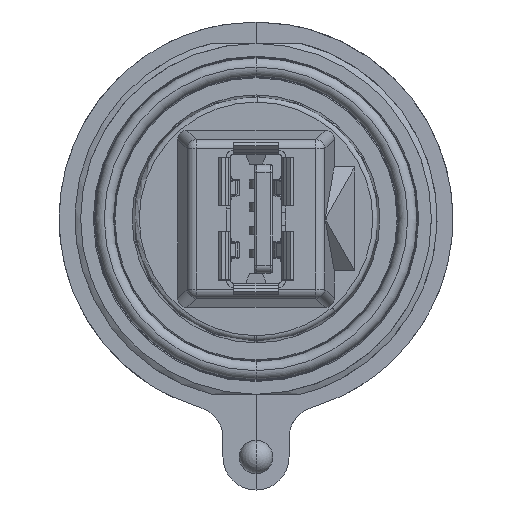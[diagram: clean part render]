
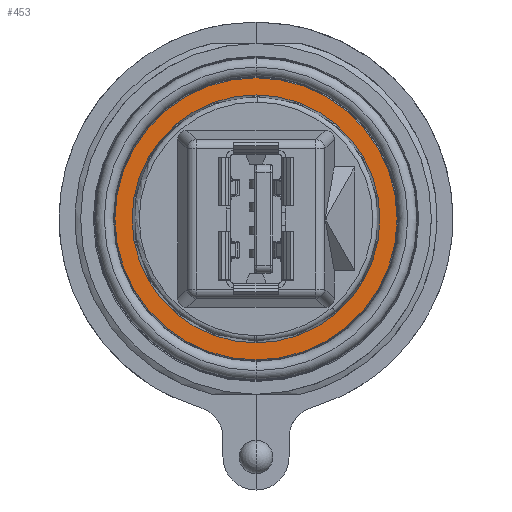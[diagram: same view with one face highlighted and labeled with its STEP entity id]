
A CAD part, left-side view. The second image highlights one B-rep face of the part: STEP entity #453.
In plain terms, the highlighted planar face has unit normal (-1, 0, 0).
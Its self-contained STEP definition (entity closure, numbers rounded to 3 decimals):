
#453=ADVANCED_FACE('',(#2139,#2140),#2141,.F.);
#2139=FACE_OUTER_BOUND('',#4757,.T.);
#2140=FACE_BOUND('',#4758,.T.);
#2141=PLANE('',#4759);
#4757=EDGE_LOOP('',(#14179,#14180));
#4758=EDGE_LOOP('',(#14181,#14182));
#4759=AXIS2_PLACEMENT_3D('',#14183,#14184,#14185);
#14179=ORIENTED_EDGE('',*,*,#22198,.F.);
#14180=ORIENTED_EDGE('',*,*,#22199,.T.);
#14181=ORIENTED_EDGE('',*,*,#22197,.F.);
#14182=ORIENTED_EDGE('',*,*,#22195,.F.);
#14183=CARTESIAN_POINT('',(0.0,0.0,0.0));
#14184=DIRECTION('',(1.0,0.0,0.0));
#14185=DIRECTION('',(0.0,1.0,0.0));
#22195=EDGE_CURVE('',#26337,#26339,#26340,.T.);
#22197=EDGE_CURVE('',#26339,#26337,#26342,.T.);
#22198=EDGE_CURVE('',#26343,#26344,#26345,.T.);
#22199=EDGE_CURVE('',#26343,#26344,#26346,.T.);
#26337=VERTEX_POINT('',#33454);
#26339=VERTEX_POINT('',#33457);
#26340=CIRCLE('',#33458,11.941);
#26342=CIRCLE('',#33461,11.941);
#26343=VERTEX_POINT('',#33462);
#26344=VERTEX_POINT('',#33463);
#26345=CIRCLE('',#33464,13.593);
#26346=CIRCLE('',#33465,13.593);
#33454=CARTESIAN_POINT('',(0.0,0.0,-11.941));
#33457=CARTESIAN_POINT('',(0.0,0.0,11.941));
#33458=AXIS2_PLACEMENT_3D('',#45331,#45332,#45333);
#33461=AXIS2_PLACEMENT_3D('',#45335,#45336,#45337);
#33462=CARTESIAN_POINT('',(0.0,0.0,-13.593));
#33463=CARTESIAN_POINT('',(0.0,0.0,13.593));
#33464=AXIS2_PLACEMENT_3D('',#45338,#45339,#45340);
#33465=AXIS2_PLACEMENT_3D('',#45341,#45342,#45343);
#45331=CARTESIAN_POINT('',(0.0,0.0,0.0));
#45332=DIRECTION('',(-1.0,0.0,0.0));
#45333=DIRECTION('',(0.0,0.0,-1.0));
#45335=CARTESIAN_POINT('',(0.0,0.0,0.0));
#45336=DIRECTION('',(-1.0,0.0,0.0));
#45337=DIRECTION('',(0.0,0.0,1.0));
#45338=CARTESIAN_POINT('',(0.0,0.0,0.0));
#45339=DIRECTION('',(1.0,0.0,0.0));
#45340=DIRECTION('',(0.0,0.0,-1.0));
#45341=CARTESIAN_POINT('',(0.0,0.0,0.0));
#45342=DIRECTION('',(-1.0,0.0,0.0));
#45343=DIRECTION('',(0.0,0.0,-1.0));
